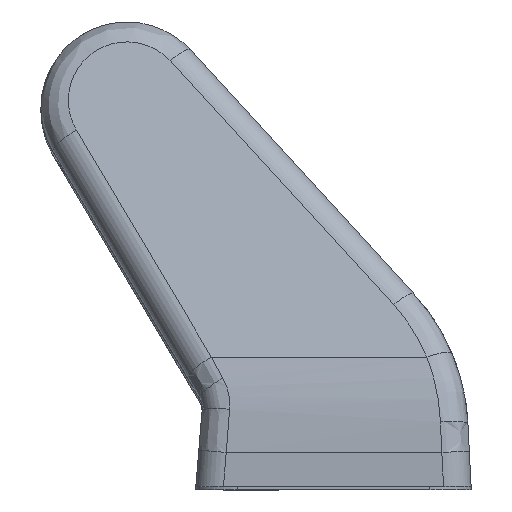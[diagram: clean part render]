
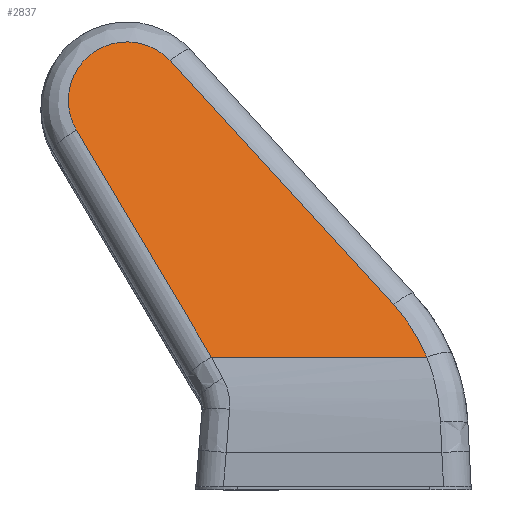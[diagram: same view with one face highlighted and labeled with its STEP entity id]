
A CAD part, top view. The second image highlights one B-rep face of the part: STEP entity #2837.
In plain terms, the highlighted face is planar.
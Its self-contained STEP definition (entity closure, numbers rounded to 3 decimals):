
#2837 = ADVANCED_FACE ( 'NONE', ( #5556 ), #5555, .F. ) ;
#2838 = EDGE_LOOP ( 'NONE', ( #3288, #3292, #3265, #3268, #3271 ) ) ;
#3255 = EDGE_CURVE ( 'NONE', #3270, #3290, #7038, .T. ) ;
#3265 = ORIENTED_EDGE ( 'NONE', *, *, #3266, .T. ) ;
#3266 = EDGE_CURVE ( 'NONE', #3294, #3267, #6968, .T. ) ;
#3267 = VERTEX_POINT ( 'NONE', #6964 ) ;
#3268 = ORIENTED_EDGE ( 'NONE', *, *, #3269, .T. ) ;
#3269 = EDGE_CURVE ( 'NONE', #3267, #3270, #6983, .T. ) ;
#3270 = VERTEX_POINT ( 'NONE', #6985 ) ;
#3271 = ORIENTED_EDGE ( 'NONE', *, *, #3255, .T. ) ;
#3288 = ORIENTED_EDGE ( 'NONE', *, *, #3289, .T. ) ;
#3289 = EDGE_CURVE ( 'NONE', #3290, #3291, #7072, .T. ) ;
#3290 = VERTEX_POINT ( 'NONE', #7074 ) ;
#3291 = VERTEX_POINT ( 'NONE', #7073 ) ;
#3292 = ORIENTED_EDGE ( 'NONE', *, *, #3293, .T. ) ;
#3293 = EDGE_CURVE ( 'NONE', #3291, #3294, #7067, .T. ) ;
#3294 = VERTEX_POINT ( 'NONE', #7063 ) ;
#5551 = DIRECTION ( 'NONE',  ( 0.277, -0.961, 0. ) ) ;
#5552 = DIRECTION ( 'NONE',  ( -0.961, -0.277, 0. ) ) ;
#5553 = CARTESIAN_POINT ( 'NONE',  ( -16., 67.5, -45. ) ) ;
#5554 = AXIS2_PLACEMENT_3D ( 'NONE', #5553, #5552, #5551 ) ;
#5555 = PLANE ( 'NONE',  #5554 ) ;
#5556 = FACE_OUTER_BOUND ( 'NONE', #2838, .T. ) ;
#6964 = CARTESIAN_POINT ( 'NONE',  ( -1.957, 18.787, -13.59 ) ) ;
#6965 = DIRECTION ( 'NONE',  ( 0., 0., -1. ) ) ;
#6966 = VECTOR ( 'NONE', #6965, 1000. ) ;
#6967 = CARTESIAN_POINT ( 'NONE',  ( -1.957, 18.787, -19.269 ) ) ;
#6968 = LINE ( 'NONE', #6967, #6966 ) ;
#6979 = CARTESIAN_POINT ( 'NONE',  ( -4.144, 26.376, -8.752 ) ) ;
#6980 = CARTESIAN_POINT ( 'NONE',  ( -3.5, 24.141, -10.799 ) ) ;
#6981 = CARTESIAN_POINT ( 'NONE',  ( -2.763, 21.586, -12.428 ) ) ;
#6982 = CARTESIAN_POINT ( 'NONE',  ( -1.957, 18.787, -13.59 ) ) ;
#6983 =( BOUNDED_CURVE ( )  B_SPLINE_CURVE ( 3, ( #6982, #6981, #6980, #6979 ),
 .UNSPECIFIED., .F., .T. ) 
 B_SPLINE_CURVE_WITH_KNOTS ( ( 4, 4 ),
 ( 1.964, 2.312 ),
 .UNSPECIFIED. ) 
 CURVE ( )  GEOMETRIC_REPRESENTATION_ITEM ( )  RATIONAL_B_SPLINE_CURVE ( ( 1., 0.99, 0.99, 1. ) ) 
 REPRESENTATION_ITEM ( '' )  );
#6985 = CARTESIAN_POINT ( 'NONE',  ( -4.144, 26.376, -8.752 ) ) ;
#7035 = DIRECTION ( 'NONE',  ( -0.208, 0.721, 0.661 ) ) ;
#7036 = VECTOR ( 'NONE', #7035, 1000. ) ;
#7037 = CARTESIAN_POINT ( 'NONE',  ( -14.224, 61.341, 23.266 ) ) ;
#7038 = LINE ( 'NONE', #7037, #7036 ) ;
#7063 = CARTESIAN_POINT ( 'NONE',  ( -1.957, 18.787, 17.721 ) ) ;
#7064 = DIRECTION ( 'NONE',  ( 0.241, -0.835, -0.496 ) ) ;
#7065 = VECTOR ( 'NONE', #7064, 1000. ) ;
#7066 = CARTESIAN_POINT ( 'NONE',  ( -2.59, 20.984, 19.025 ) ) ;
#7067 = LINE ( 'NONE', #7066, #7065 ) ;
#7068 = CARTESIAN_POINT ( 'NONE',  ( -11.465, 51.768, 37.308 ) ) ;
#7069 = CARTESIAN_POINT ( 'NONE',  ( -14.943, 63.832, 44.473 ) ) ;
#7070 = CARTESIAN_POINT ( 'NONE',  ( -17.354, 72.197, 33.208 ) ) ;
#7071 = CARTESIAN_POINT ( 'NONE',  ( -14.371, 61.849, 23.731 ) ) ;
#7072 =( BOUNDED_CURVE ( )  B_SPLINE_CURVE ( 3, ( #7071, #7070, #7069, #7068 ),
 .UNSPECIFIED., .F., .T. ) 
 B_SPLINE_CURVE_WITH_KNOTS ( ( 4, 4 ),
 ( 2.312, 5.248 ),
 .UNSPECIFIED. ) 
 CURVE ( )  GEOMETRIC_REPRESENTATION_ITEM ( )  RATIONAL_B_SPLINE_CURVE ( ( 1., 0.402, 0.402, 1. ) ) 
 REPRESENTATION_ITEM ( '' )  );
#7073 = CARTESIAN_POINT ( 'NONE',  ( -11.465, 51.768, 37.308 ) ) ;
#7074 = CARTESIAN_POINT ( 'NONE',  ( -14.371, 61.849, 23.731 ) ) ;
